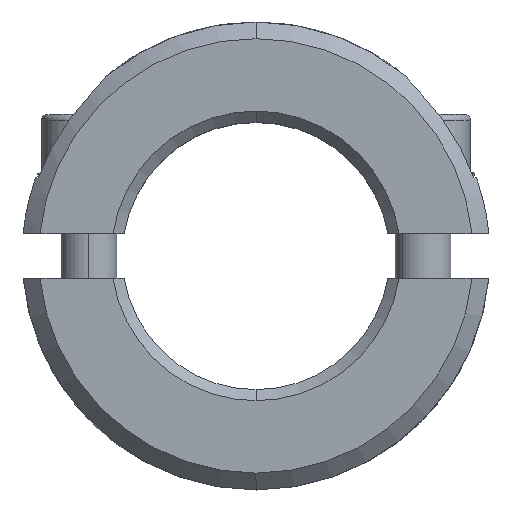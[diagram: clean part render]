
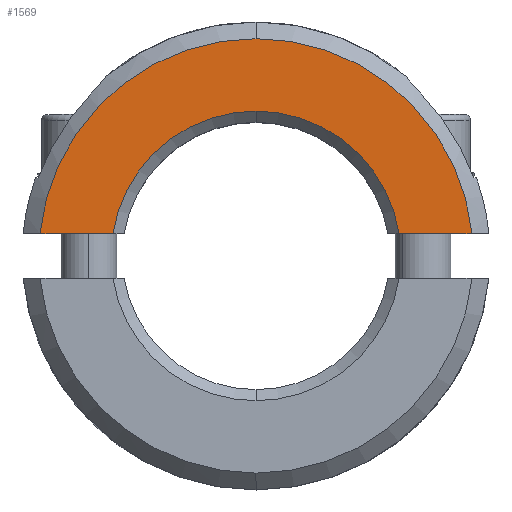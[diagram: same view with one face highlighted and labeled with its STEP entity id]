
A CAD part, top view. The second image highlights one B-rep face of the part: STEP entity #1569.
In plain terms, the highlighted planar face has unit normal (0, 0, 1).
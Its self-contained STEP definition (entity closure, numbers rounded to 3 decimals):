
#769=VERTEX_POINT('NONE',#2166);
#865=EDGE_CURVE('NONE',#769,#1815,#2273,.T.);
#989=EDGE_CURVE('NONE',#1815,#2105,#2409,.T.);
#1105=EDGE_CURVE('NONE',#1449,#1395,#2536,.T.);
#1111=EDGE_CURVE('NONE',#2105,#1395,#2542,.T.);
#1395=VERTEX_POINT('NONE',#2873);
#1449=VERTEX_POINT('NONE',#2930);
#1551=VERTEX_POINT('NONE',#3042);
#1569=ADVANCED_FACE('NONE',(#3064),#3065,.F.);
#1815=VERTEX_POINT('',#3332);
#1851=EDGE_CURVE('NONE',#1551,#769,#3372,.T.);
#2105=VERTEX_POINT('NONE',#3647);
#2113=EDGE_CURVE('NONE',#1551,#1449,#3656,.T.);
#2166=CARTESIAN_POINT('',(19.397,2.0,0.0));
#2273=CIRCLE('',#3869,19.5);
#2409=CIRCLE('',#4099,19.5);
#2536=CIRCLE('',#4263,13.0);
#2542=LINE('',#4273,#4274);
#2873=CARTESIAN_POINT('',(-12.845,2.0,0.0));
#2930=CARTESIAN_POINT('',(0.0,13.0,0.0));
#3042=CARTESIAN_POINT('',(12.845,2.0,0.0));
#3064=FACE_OUTER_BOUND('',#5028,.T.);
#3065=PLANE('',#5029);
#3332=CARTESIAN_POINT('',(0.,19.5,0.0));
#3372=LINE('',#5482,#5483);
#3647=CARTESIAN_POINT('',(-19.397,2.0,0.0));
#3656=CIRCLE('',#5877,13.0);
#3869=AXIS2_PLACEMENT_3D('',#6060,#6061,#6062);
#4099=AXIS2_PLACEMENT_3D('',#6213,#6214,#6215);
#4263=AXIS2_PLACEMENT_3D('',#6347,#6348,#6349);
#4273=CARTESIAN_POINT('',(-13.0,2.0,0.0));
#4274=VECTOR('',#6354,1000.0);
#5028=EDGE_LOOP('',(#7016,#7017,#7018,#7019,#7020,#7021));
#5029=AXIS2_PLACEMENT_3D('',#7022,#7023,#7024);
#5482=CARTESIAN_POINT('',(-13.0,2.0,0.0));
#5483=VECTOR('',#7364,1000.0);
#5877=AXIS2_PLACEMENT_3D('',#7674,#7675,#7676);
#6060=CARTESIAN_POINT('',(0.0,0.0,0.0));
#6061=DIRECTION('',(0.0,-0.0,1.0));
#6062=DIRECTION('',(0.0,1.0,0.0));
#6213=CARTESIAN_POINT('',(0.0,0.0,0.0));
#6214=DIRECTION('',(0.0,-0.0,1.0));
#6215=DIRECTION('',(0.0,1.0,0.0));
#6347=CARTESIAN_POINT('',(0.0,0.0,0.0));
#6348=DIRECTION('',(0.0,-0.0,1.0));
#6349=DIRECTION('',(0.0,1.0,0.0));
#6354=DIRECTION('',(1.0,0.0,0.0));
#7016=ORIENTED_EDGE('',*,*,#865,.T.);
#7017=ORIENTED_EDGE('',*,*,#989,.T.);
#7018=ORIENTED_EDGE('',*,*,#1111,.T.);
#7019=ORIENTED_EDGE('',*,*,#1105,.F.);
#7020=ORIENTED_EDGE('',*,*,#2113,.F.);
#7021=ORIENTED_EDGE('',*,*,#1851,.T.);
#7022=CARTESIAN_POINT('',(-13.0,0.0,0.0));
#7023=DIRECTION('',(0.0,0.0,-1.0));
#7024=DIRECTION('',(0.0,-1.0,0.0));
#7364=DIRECTION('',(1.0,0.0,0.0));
#7674=CARTESIAN_POINT('',(0.0,0.0,0.0));
#7675=DIRECTION('',(0.0,-0.0,1.0));
#7676=DIRECTION('',(0.0,1.0,0.0));
